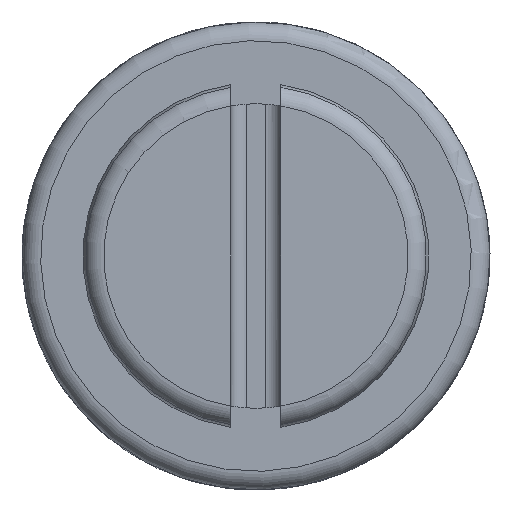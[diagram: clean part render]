
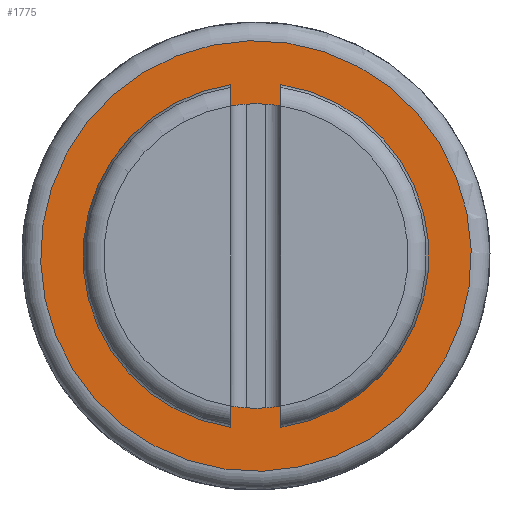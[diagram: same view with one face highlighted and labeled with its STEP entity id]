
A CAD part, left-side view. The second image highlights one B-rep face of the part: STEP entity #1775.
In plain terms, the highlighted planar face has unit normal (-1, 0, 0).
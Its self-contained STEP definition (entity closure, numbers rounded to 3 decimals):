
#14=FACE_BOUND('',#322,.T.);
#136=CIRCLE('',#1918,2.438);
#137=CIRCLE('',#1919,2.438);
#138=CIRCLE('',#1921,3.45);
#139=CIRCLE('',#1922,3.45);
#228=FACE_OUTER_BOUND('',#321,.T.);
#321=EDGE_LOOP('',(#1359,#1360));
#322=EDGE_LOOP('',(#1361,#1362));
#746=VERTEX_POINT('',#2980);
#747=VERTEX_POINT('',#2982);
#748=VERTEX_POINT('',#2986);
#749=VERTEX_POINT('',#2987);
#969=EDGE_CURVE('',#747,#746,#136,.T.);
#970=EDGE_CURVE('',#746,#747,#137,.T.);
#971=EDGE_CURVE('',#748,#749,#138,.T.);
#972=EDGE_CURVE('',#749,#748,#139,.T.);
#1359=ORIENTED_EDGE('',*,*,#971,.T.);
#1360=ORIENTED_EDGE('',*,*,#972,.T.);
#1361=ORIENTED_EDGE('',*,*,#969,.T.);
#1362=ORIENTED_EDGE('',*,*,#970,.T.);
#1603=PLANE('',#1927);
#1775=ADVANCED_FACE('',(#228,#14),#1603,.T.);
#1918=AXIS2_PLACEMENT_3D('',#2983,#2279,#2280);
#1919=AXIS2_PLACEMENT_3D('',#2984,#2281,#2282);
#1921=AXIS2_PLACEMENT_3D('',#2988,#2285,#2286);
#1922=AXIS2_PLACEMENT_3D('',#2989,#2287,#2288);
#1927=AXIS2_PLACEMENT_3D('',#2997,#2297,#2298);
#2279=DIRECTION('center_axis',(1.,0.,0.));
#2280=DIRECTION('ref_axis',(0.,-1.,0.));
#2281=DIRECTION('center_axis',(1.,0.,0.));
#2282=DIRECTION('ref_axis',(0.,-1.,0.));
#2285=DIRECTION('center_axis',(-1.,0.,0.));
#2286=DIRECTION('ref_axis',(0.,0.144,-0.99));
#2287=DIRECTION('center_axis',(-1.,0.,0.));
#2288=DIRECTION('ref_axis',(0.,0.144,-0.99));
#2297=DIRECTION('center_axis',(-1.,0.,0.));
#2298=DIRECTION('ref_axis',(0.,0.144,-0.99));
#2980=CARTESIAN_POINT('',(-10.225,0.917,4.751));
#2982=CARTESIAN_POINT('',(-10.225,-3.958,4.751));
#2983=CARTESIAN_POINT('Origin',(-10.225,-1.521,4.751));
#2984=CARTESIAN_POINT('Origin',(-10.225,-1.521,4.751));
#2986=CARTESIAN_POINT('',(-10.225,-4.935,4.255));
#2987=CARTESIAN_POINT('',(-10.225,-2.017,8.165));
#2988=CARTESIAN_POINT('Origin',(-10.225,-1.521,4.751));
#2989=CARTESIAN_POINT('Origin',(-10.225,-1.521,4.751));
#2997=CARTESIAN_POINT('Origin',(-10.225,-1.521,4.751));
